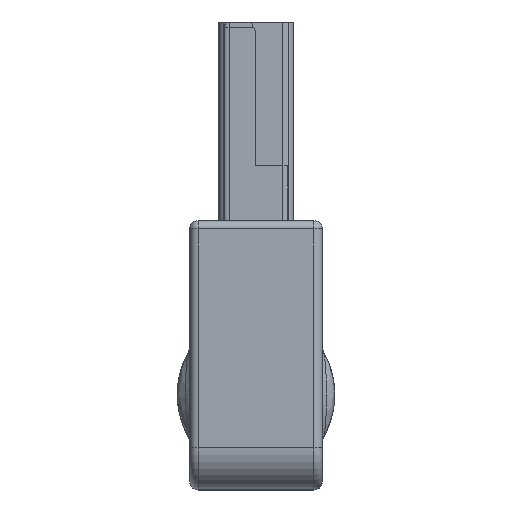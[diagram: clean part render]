
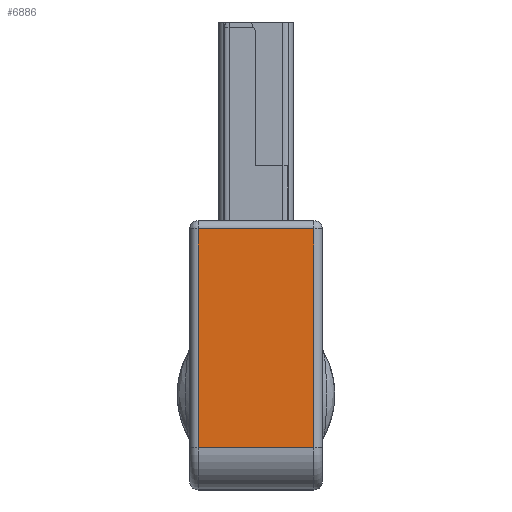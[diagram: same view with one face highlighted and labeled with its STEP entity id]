
A CAD part, left-side view. The second image highlights one B-rep face of the part: STEP entity #6886.
In plain terms, the highlighted face is planar.
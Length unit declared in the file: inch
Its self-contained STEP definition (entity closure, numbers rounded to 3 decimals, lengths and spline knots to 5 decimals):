
#132 = EDGE_CURVE ( 'NONE', #17236, #33376, #18409, .T. ) ;
#1067 = VECTOR ( 'NONE', #35256, 39.37008 ) ;
#6886 = ADVANCED_FACE ( 'NONE', ( #16844 ), #35781, .F. ) ;
#7127 = CARTESIAN_POINT ( 'NONE',  ( 0.63976, 0.1375, -0.30709 ) ) ;
#8488 = ORIENTED_EDGE ( 'NONE', *, *, #132, .T. ) ;
#9363 = LINE ( 'NONE', #25844, #1067 ) ;
#13366 = DIRECTION ( 'NONE',  ( -1., 0., 0. ) ) ;
#13837 = CARTESIAN_POINT ( 'NONE',  ( 0.02, 0.1375, -0.30709 ) ) ;
#14047 = VECTOR ( 'NONE', #30999, 39.37008 ) ;
#15629 = EDGE_CURVE ( 'NONE', #27475, #17236, #9363, .T. ) ;
#16114 = ORIENTED_EDGE ( 'NONE', *, *, #30948, .T. ) ;
#16250 = CARTESIAN_POINT ( 'NONE',  ( 0.53976, -0.1375, -0.30709 ) ) ;
#16844 = FACE_OUTER_BOUND ( 'NONE', #24066, .T. ) ;
#17118 = CARTESIAN_POINT ( 'NONE',  ( 0.63976, 0.1575, -0.30709 ) ) ;
#17236 = VERTEX_POINT ( 'NONE', #13837 ) ;
#17353 = AXIS2_PLACEMENT_3D ( 'NONE', #17118, #38916, #20243 ) ;
#17590 = CARTESIAN_POINT ( 'NONE',  ( 0.53976, 0.1375, -0.30709 ) ) ;
#18409 = LINE ( 'NONE', #7127, #37453 ) ;
#20243 = DIRECTION ( 'NONE',  ( 1., 0., 0. ) ) ;
#20924 = LINE ( 'NONE', #21891, #14047 ) ;
#21891 = CARTESIAN_POINT ( 'NONE',  ( 0.53976, 0.1575, -0.30709 ) ) ;
#22581 = DIRECTION ( 'NONE',  ( 1., 0., 0. ) ) ;
#24066 = EDGE_LOOP ( 'NONE', ( #16114, #36760, #35918, #8488 ) ) ;
#25750 = EDGE_CURVE ( 'NONE', #30734, #27475, #32562, .T. ) ;
#25844 = CARTESIAN_POINT ( 'NONE',  ( 0.02, 0.1575, -0.30709 ) ) ;
#27475 = VERTEX_POINT ( 'NONE', #37679 ) ;
#30734 = VERTEX_POINT ( 'NONE', #16250 ) ;
#30948 = EDGE_CURVE ( 'NONE', #33376, #30734, #20924, .T. ) ;
#30999 = DIRECTION ( 'NONE',  ( 0., -1., 0. ) ) ;
#32562 = LINE ( 'NONE', #38020, #36966 ) ;
#33376 = VERTEX_POINT ( 'NONE', #17590 ) ;
#35256 = DIRECTION ( 'NONE',  ( 0., 1., 0. ) ) ;
#35781 = PLANE ( 'NONE',  #17353 ) ;
#35918 = ORIENTED_EDGE ( 'NONE', *, *, #15629, .T. ) ;
#36760 = ORIENTED_EDGE ( 'NONE', *, *, #25750, .T. ) ;
#36966 = VECTOR ( 'NONE', #13366, 39.37008 ) ;
#37453 = VECTOR ( 'NONE', #22581, 39.37008 ) ;
#37679 = CARTESIAN_POINT ( 'NONE',  ( 0.02, -0.1375, -0.30709 ) ) ;
#38020 = CARTESIAN_POINT ( 'NONE',  ( 0., -0.1375, -0.30709 ) ) ;
#38916 = DIRECTION ( 'NONE',  ( 0., 0., 1. ) ) ;
